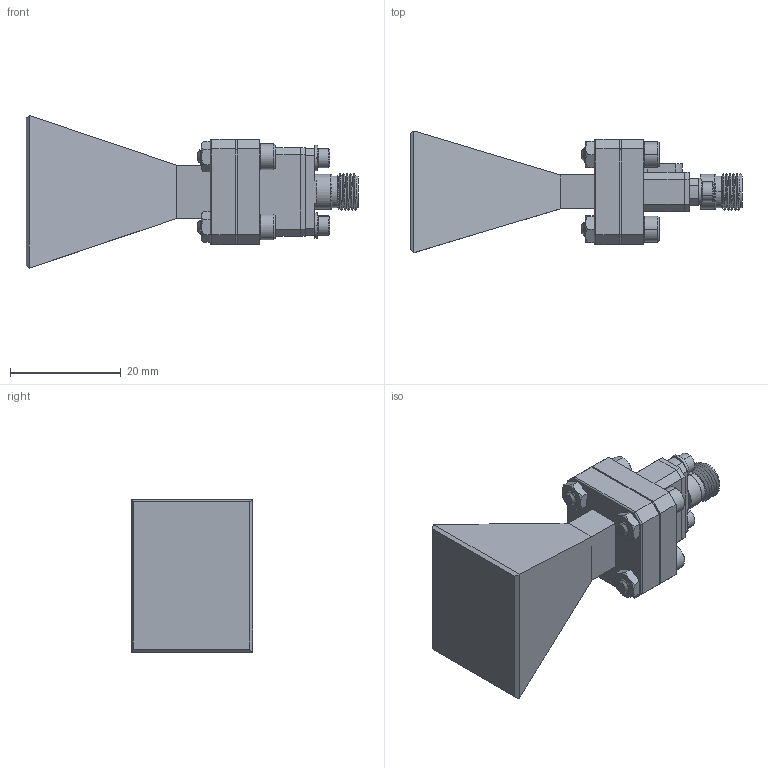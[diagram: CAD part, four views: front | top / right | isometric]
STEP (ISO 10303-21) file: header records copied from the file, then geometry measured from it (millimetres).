
FILE_DESCRIPTION (( 'STEP AP203' ), '1' );
FILE_NAME ('SAR-1725-28KF-E2, df.STEP', '2017-10-04T17:42:13', ( '' ), ( '' ), 'SwSTEP 2.0', 'SolidWorks 2013', '' );
FILE_SCHEMA (( 'CONFIG_CONTROL_DESIGN' ));
Length unit declared in the file: inch
Products named in the file (1): SAR-1725-28KF-E2, df
Bounding box: 59.94 x 21.96 x 27.5 mm (x, y, z)
Surface area: 5915.4 mm2 (no closed solid volume)
Topology: 0 solids, 20 shells, 614 faces, 1636 edges, 1052 vertices
Faces by surface type: cylinder 338, plane 154, cone 114, bspline 6, torus 2
Entity records: 24924 total; most frequent: CARTESIAN_POINT 11831, ORIENTED_EDGE 2857, DIRECTION 2372, EDGE_CURVE 1636, VERTEX_POINT 1052, AXIS2_PLACEMENT_3D 846, VECTOR 680, LINE 680
